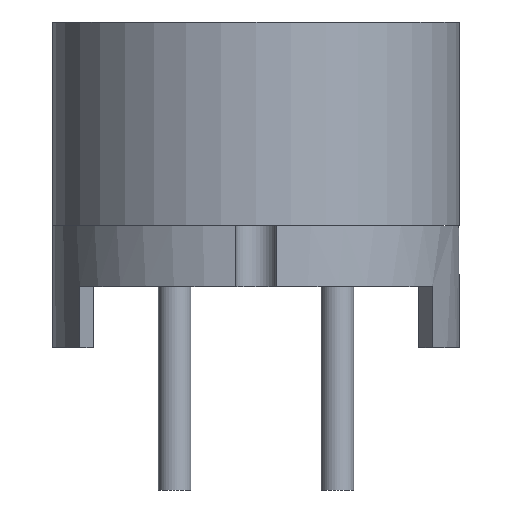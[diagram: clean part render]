
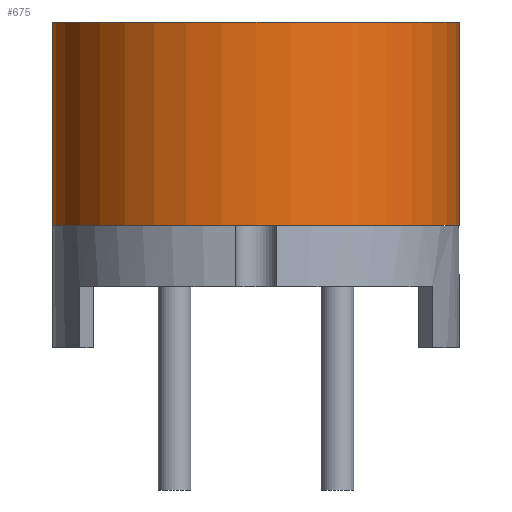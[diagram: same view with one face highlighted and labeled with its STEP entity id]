
A CAD part, left-side view. The second image highlights one B-rep face of the part: STEP entity #675.
In plain terms, the highlighted cylindrical face has radius 5 mm (diameter 10 mm), a partial arc.
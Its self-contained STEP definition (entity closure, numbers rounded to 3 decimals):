
#210 = CARTESIAN_POINT ( 'NONE',  ( 36.445, -31.929, -19.969 ) ) ;
#516 = VECTOR ( 'NONE', #1288, 1000. ) ;
#539 = CIRCLE ( 'NONE', #1363, 5. ) ;
#583 = VERTEX_POINT ( 'NONE', #3799 ) ;
#675 = ADVANCED_FACE ( 'NONE', ( #5491 ), #5127, .T. ) ;
#977 = EDGE_CURVE ( 'NONE', #1596, #4221, #7022, .T. ) ;
#1172 = DIRECTION ( 'NONE',  ( 0., 1., 0. ) ) ;
#1288 = DIRECTION ( 'NONE',  ( 0., 0., -1. ) ) ;
#1363 = AXIS2_PLACEMENT_3D ( 'NONE', #5704, #4961, #4235 ) ;
#1372 = DIRECTION ( 'NONE',  ( 0., 1., 0. ) ) ;
#1538 = EDGE_CURVE ( 'NONE', #583, #4221, #539, .T. ) ;
#1596 = VERTEX_POINT ( 'NONE', #210 ) ;
#1706 = CARTESIAN_POINT ( 'NONE',  ( 36.445, -36.929, -22.469 ) ) ;
#1901 = DIRECTION ( 'NONE',  ( 0., 0., -1. ) ) ;
#2012 = CARTESIAN_POINT ( 'NONE',  ( 36.445, -41.929, -22.469 ) ) ;
#2088 = ORIENTED_EDGE ( 'NONE', *, *, #1538, .F. ) ;
#2099 = DIRECTION ( 'NONE',  ( 0., 0., -1. ) ) ;
#2907 = ORIENTED_EDGE ( 'NONE', *, *, #3546, .T. ) ;
#3161 = ORIENTED_EDGE ( 'NONE', *, *, #977, .T. ) ;
#3546 = EDGE_CURVE ( 'NONE', #4024, #1596, #6103, .T. ) ;
#3781 = ORIENTED_EDGE ( 'NONE', *, *, #3993, .F. ) ;
#3799 = CARTESIAN_POINT ( 'NONE',  ( 36.445, -41.929, -24.968 ) ) ;
#3932 = VECTOR ( 'NONE', #5633, 1000. ) ;
#3993 = EDGE_CURVE ( 'NONE', #4024, #583, #5689, .T. ) ;
#4024 = VERTEX_POINT ( 'NONE', #4773 ) ;
#4221 = VERTEX_POINT ( 'NONE', #4731 ) ;
#4235 = DIRECTION ( 'NONE',  ( -1., 0., 0. ) ) ;
#4731 = CARTESIAN_POINT ( 'NONE',  ( 36.445, -31.929, -24.968 ) ) ;
#4773 = CARTESIAN_POINT ( 'NONE',  ( 36.445, -41.929, -19.969 ) ) ;
#4961 = DIRECTION ( 'NONE',  ( 0., 0., -1. ) ) ;
#5088 = AXIS2_PLACEMENT_3D ( 'NONE', #1706, #2099, #1372 ) ;
#5127 = CYLINDRICAL_SURFACE ( 'NONE', #5088, 5. ) ;
#5331 = EDGE_LOOP ( 'NONE', ( #3781, #2907, #3161, #2088 ) ) ;
#5491 = FACE_OUTER_BOUND ( 'NONE', #5331, .T. ) ;
#5633 = DIRECTION ( 'NONE',  ( 0., 0., -1. ) ) ;
#5689 = LINE ( 'NONE', #2012, #516 ) ;
#5704 = CARTESIAN_POINT ( 'NONE',  ( 36.445, -36.929, -24.968 ) ) ;
#6103 = CIRCLE ( 'NONE', #6616, 5. ) ;
#6274 = CARTESIAN_POINT ( 'NONE',  ( 36.445, -36.929, -19.969 ) ) ;
#6330 = CARTESIAN_POINT ( 'NONE',  ( 36.445, -31.929, -22.469 ) ) ;
#6616 = AXIS2_PLACEMENT_3D ( 'NONE', #6274, #1901, #1172 ) ;
#7022 = LINE ( 'NONE', #6330, #3932 ) ;
